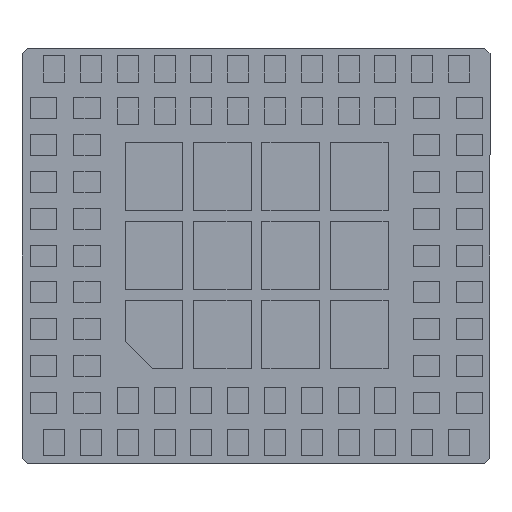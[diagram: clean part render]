
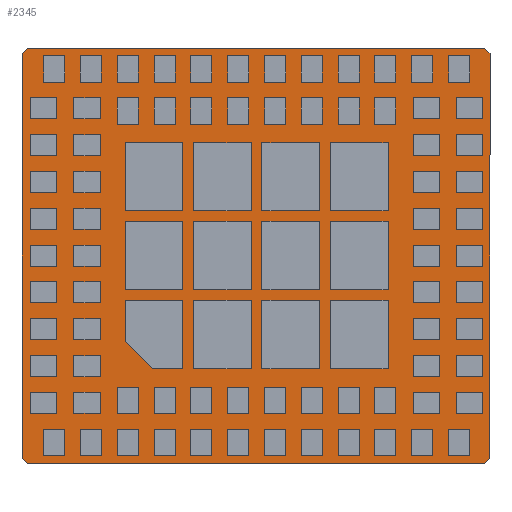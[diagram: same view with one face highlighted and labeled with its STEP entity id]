
A CAD part, front view. The second image highlights one B-rep face of the part: STEP entity #2345.
In plain terms, the highlighted planar face has unit normal (0, -1, 0).
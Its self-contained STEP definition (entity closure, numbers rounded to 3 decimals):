
#147 = CARTESIAN_POINT ( 'NONE',  ( -8.9, 0., -7.7 ) ) ;
#172 = LINE ( 'NONE', #8532, #10773 ) ;
#584 = DIRECTION ( 'NONE',  ( 0., 0., -1. ) ) ;
#663 = ORIENTED_EDGE ( 'NONE', *, *, #3851, .T. ) ;
#1603 = EDGE_CURVE ( 'NONE', #7126, #4031, #10833, .T. ) ;
#2044 = VECTOR ( 'NONE', #13022, 1000. ) ;
#2146 = DIRECTION ( 'NONE',  ( -1., 0., 0. ) ) ;
#2345 = ADVANCED_FACE ( 'NONE', ( #11621 ), #4569, .F. ) ;
#2480 = LINE ( 'NONE', #10789, #6208 ) ;
#2581 = CARTESIAN_POINT ( 'NONE',  ( -8.9, 0., -7.7 ) ) ;
#2599 = ORIENTED_EDGE ( 'NONE', *, *, #11989, .T. ) ;
#2821 = VECTOR ( 'NONE', #584, 1000. ) ;
#2937 = CARTESIAN_POINT ( 'NONE',  ( 8.7, 0., -7.9 ) ) ;
#3298 = LINE ( 'NONE', #2581, #11599 ) ;
#3648 = CARTESIAN_POINT ( 'NONE',  ( 8.7, 0., 7.9 ) ) ;
#3814 = ORIENTED_EDGE ( 'NONE', *, *, #6403, .F. ) ;
#3851 = EDGE_CURVE ( 'NONE', #11098, #12535, #4429, .T. ) ;
#4031 = VERTEX_POINT ( 'NONE', #4477 ) ;
#4107 = ORIENTED_EDGE ( 'NONE', *, *, #11159, .F. ) ;
#4412 = DIRECTION ( 'NONE',  ( 1., 0., 0. ) ) ;
#4429 = LINE ( 'NONE', #12649, #14585 ) ;
#4454 = EDGE_CURVE ( 'NONE', #11328, #4031, #11150, .T. ) ;
#4459 = CARTESIAN_POINT ( 'NONE',  ( -8.7, 0., 7.9 ) ) ;
#4477 = CARTESIAN_POINT ( 'NONE',  ( -8.9, 0., 7.7 ) ) ;
#4569 = PLANE ( 'NONE',  #10241 ) ;
#4659 = LINE ( 'NONE', #12867, #12684 ) ;
#4793 = CARTESIAN_POINT ( 'NONE',  ( -8.9, 0., -7.9 ) ) ;
#4865 = ORIENTED_EDGE ( 'NONE', *, *, #10643, .F. ) ;
#5065 = CARTESIAN_POINT ( 'NONE',  ( -8.7, 0., 7.9 ) ) ;
#5659 = ORIENTED_EDGE ( 'NONE', *, *, #4454, .F. ) ;
#6208 = VECTOR ( 'NONE', #4412, 1000. ) ;
#6295 = DIRECTION ( 'NONE',  ( 0.707, 0., 0.707 ) ) ;
#6403 = EDGE_CURVE ( 'NONE', #11098, #6940, #172, .T. ) ;
#6443 = DIRECTION ( 'NONE',  ( 0., 1., 0. ) ) ;
#6528 = DIRECTION ( 'NONE',  ( -0.707, 0., 0.707 ) ) ;
#6639 = DIRECTION ( 'NONE',  ( 0.707, 0., -0.707 ) ) ;
#6940 = VERTEX_POINT ( 'NONE', #9556 ) ;
#6999 = EDGE_LOOP ( 'NONE', ( #3814, #663, #4865, #12027, #4107, #11432, #5659, #2599 ) ) ;
#7055 = CARTESIAN_POINT ( 'NONE',  ( 8.9, 0., -7.9 ) ) ;
#7126 = VERTEX_POINT ( 'NONE', #5065 ) ;
#7820 = VECTOR ( 'NONE', #12680, 1000. ) ;
#8065 = CARTESIAN_POINT ( 'NONE',  ( 8.9, 0., -7.7 ) ) ;
#8532 = CARTESIAN_POINT ( 'NONE',  ( -8.9, 0., -7.9 ) ) ;
#8586 = VERTEX_POINT ( 'NONE', #3648 ) ;
#9556 = CARTESIAN_POINT ( 'NONE',  ( -8.7, 0., -7.9 ) ) ;
#10241 = AXIS2_PLACEMENT_3D ( 'NONE', #12797, #6443, #14645 ) ;
#10424 = EDGE_CURVE ( 'NONE', #12333, #8586, #4659, .T. ) ;
#10643 = EDGE_CURVE ( 'NONE', #12333, #12535, #13376, .T. ) ;
#10773 = VECTOR ( 'NONE', #2146, 1000. ) ;
#10789 = CARTESIAN_POINT ( 'NONE',  ( -8.9, 0., 7.9 ) ) ;
#10833 = LINE ( 'NONE', #4459, #7820 ) ;
#11087 = CARTESIAN_POINT ( 'NONE',  ( 8.9, 0., 7.7 ) ) ;
#11098 = VERTEX_POINT ( 'NONE', #2937 ) ;
#11150 = LINE ( 'NONE', #4793, #2044 ) ;
#11159 = EDGE_CURVE ( 'NONE', #7126, #8586, #2480, .T. ) ;
#11328 = VERTEX_POINT ( 'NONE', #147 ) ;
#11432 = ORIENTED_EDGE ( 'NONE', *, *, #1603, .T. ) ;
#11599 = VECTOR ( 'NONE', #6639, 1000. ) ;
#11621 = FACE_OUTER_BOUND ( 'NONE', #6999, .T. ) ;
#11989 = EDGE_CURVE ( 'NONE', #11328, #6940, #3298, .T. ) ;
#12027 = ORIENTED_EDGE ( 'NONE', *, *, #10424, .T. ) ;
#12333 = VERTEX_POINT ( 'NONE', #11087 ) ;
#12535 = VERTEX_POINT ( 'NONE', #8065 ) ;
#12649 = CARTESIAN_POINT ( 'NONE',  ( 8.7, 0., -7.9 ) ) ;
#12680 = DIRECTION ( 'NONE',  ( -0.707, 0., -0.707 ) ) ;
#12684 = VECTOR ( 'NONE', #6528, 1000. ) ;
#12797 = CARTESIAN_POINT ( 'NONE',  ( 0., 0., 0. ) ) ;
#12867 = CARTESIAN_POINT ( 'NONE',  ( 8.9, 0., 7.7 ) ) ;
#13022 = DIRECTION ( 'NONE',  ( 0., 0., 1. ) ) ;
#13376 = LINE ( 'NONE', #7055, #2821 ) ;
#14585 = VECTOR ( 'NONE', #6295, 1000. ) ;
#14645 = DIRECTION ( 'NONE',  ( 0., 0., 1. ) ) ;
